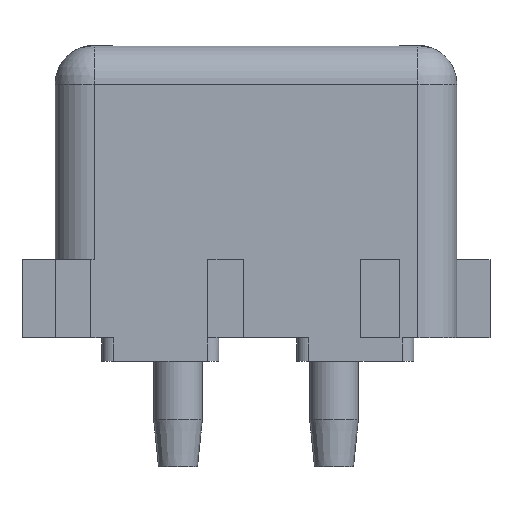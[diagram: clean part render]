
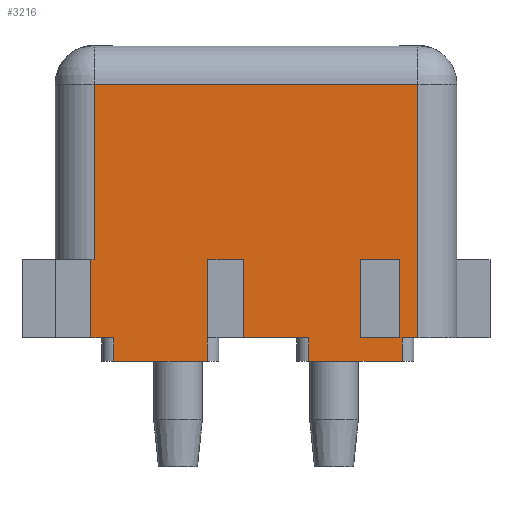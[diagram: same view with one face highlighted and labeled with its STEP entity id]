
A CAD part, front view. The second image highlights one B-rep face of the part: STEP entity #3216.
In plain terms, the highlighted planar face has unit normal (0, -1, 0).
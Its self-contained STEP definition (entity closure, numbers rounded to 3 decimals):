
#1906=CARTESIAN_POINT('',(-5.271,-4.191,9.017));
#1907=VERTEX_POINT('',#1906);
#1932=CARTESIAN_POINT('',(5.27,-4.191,9.017));
#1933=VERTEX_POINT('',#1932);
#1934=CARTESIAN_POINT('',(-5.271,-4.191,9.017));
#1935=DIRECTION('',(1.0,0.0,0.0));
#1936=VECTOR('',#1935,10.541);
#1937=LINE('',#1934,#1936);
#1938=EDGE_CURVE('',#1907,#1933,#1937,.T.);
#3026=CARTESIAN_POINT('',(-5.271,-4.191,3.302));
#3027=VERTEX_POINT('',#3026);
#3035=CARTESIAN_POINT('',(-5.271,-4.191,9.017));
#3036=DIRECTION('',(0.0,0.0,-1.0));
#3037=VECTOR('',#3036,5.715);
#3038=LINE('',#3035,#3037);
#3039=EDGE_CURVE('',#1907,#3027,#3038,.T.);
#3045=CARTESIAN_POINT('',(-5.911,-4.191,-0.451));
#3046=DIRECTION('',(0.0,-1.0,0.0));
#3047=DIRECTION('',(0.0,0.0,-1.0));
#3048=AXIS2_PLACEMENT_3D('',#3045,#3046,#3047);
#3049=PLANE('',#3048);
#3050=ORIENTED_EDGE('',*,*,#3039,.T.);
#3051=CARTESIAN_POINT('',(-5.378,-4.191,3.302));
#3052=VERTEX_POINT('',#3051);
#3053=CARTESIAN_POINT('',(-5.271,-4.191,3.302));
#3054=DIRECTION('',(-1.0,0.0,0.0));
#3055=VECTOR('',#3054,0.108);
#3056=LINE('',#3053,#3055);
#3057=EDGE_CURVE('',#3027,#3052,#3056,.T.);
#3058=ORIENTED_EDGE('',*,*,#3057,.T.);
#3059=CARTESIAN_POINT('',(-5.378,-4.191,0.762));
#3060=VERTEX_POINT('',#3059);
#3061=CARTESIAN_POINT('',(-5.378,-4.191,0.762));
#3062=DIRECTION('',(0.0,0.0,1.0));
#3063=VECTOR('',#3062,2.54);
#3064=LINE('',#3061,#3063);
#3065=EDGE_CURVE('',#3060,#3052,#3064,.T.);
#3066=ORIENTED_EDGE('',*,*,#3065,.F.);
#3067=CARTESIAN_POINT('',(-4.636,-4.191,0.762));
#3068=VERTEX_POINT('',#3067);
#3069=CARTESIAN_POINT('',(-4.636,-4.191,0.762));
#3070=DIRECTION('',(-1.0,0.0,0.0));
#3071=VECTOR('',#3070,0.743);
#3072=LINE('',#3069,#3071);
#3073=EDGE_CURVE('',#3068,#3060,#3072,.T.);
#3074=ORIENTED_EDGE('',*,*,#3073,.F.);
#3075=CARTESIAN_POINT('',(-4.636,-4.191,0.));
#3076=VERTEX_POINT('',#3075);
#3077=CARTESIAN_POINT('',(-4.636,-4.191,0.762));
#3078=DIRECTION('',(0.0,0.0,-1.0));
#3079=VECTOR('',#3078,0.762);
#3080=LINE('',#3077,#3079);
#3081=EDGE_CURVE('',#3068,#3076,#3080,.T.);
#3082=ORIENTED_EDGE('',*,*,#3081,.T.);
#3083=CARTESIAN_POINT('',(-1.588,-4.191,0.));
#3084=VERTEX_POINT('',#3083);
#3085=CARTESIAN_POINT('',(-1.588,-4.191,0.));
#3086=DIRECTION('',(-1.0,0.0,0.0));
#3087=VECTOR('',#3086,3.048);
#3088=LINE('',#3085,#3087);
#3089=EDGE_CURVE('',#3084,#3076,#3088,.T.);
#3090=ORIENTED_EDGE('',*,*,#3089,.F.);
#3091=CARTESIAN_POINT('',(-1.588,-4.191,0.762));
#3092=VERTEX_POINT('',#3091);
#3093=CARTESIAN_POINT('',(-1.588,-4.191,0.762));
#3094=DIRECTION('',(0.0,0.0,-1.0));
#3095=VECTOR('',#3094,0.762);
#3096=LINE('',#3093,#3095);
#3097=EDGE_CURVE('',#3092,#3084,#3096,.T.);
#3098=ORIENTED_EDGE('',*,*,#3097,.F.);
#3099=CARTESIAN_POINT('',(-1.568,-4.191,0.762));
#3100=VERTEX_POINT('',#3099);
#3101=CARTESIAN_POINT('',(-1.568,-4.191,0.762));
#3102=CARTESIAN_POINT('',(-1.572,-4.191,0.762));
#3103=CARTESIAN_POINT('',(-1.578,-4.191,0.762));
#3104=CARTESIAN_POINT('',(-1.584,-4.191,0.762));
#3105=CARTESIAN_POINT('',(-1.588,-4.191,0.762));
#3106=B_SPLINE_CURVE_WITH_KNOTS('',3,(#3101,#3102,#3103,#3104,#3105),.UNSPECIFIED.,.F.,.U.,(4,1,4),(0.0,0.5,1.0),.UNSPECIFIED.);
#3107=EDGE_CURVE('',#3100,#3092,#3106,.T.);
#3108=ORIENTED_EDGE('',*,*,#3107,.F.);
#3109=CARTESIAN_POINT('',(-1.568,-4.191,3.302));
#3110=VERTEX_POINT('',#3109);
#3111=CARTESIAN_POINT('',(-1.568,-4.191,3.302));
#3112=DIRECTION('',(0.,0.,-1.));
#3113=VECTOR('',#3112,2.54);
#3114=LINE('',#3111,#3113);
#3115=EDGE_CURVE('',#3110,#3100,#3114,.T.);
#3116=ORIENTED_EDGE('',*,*,#3115,.F.);
#3117=CARTESIAN_POINT('',(-0.406,-4.191,3.302));
#3118=VERTEX_POINT('',#3117);
#3119=CARTESIAN_POINT('',(-1.568,-4.191,3.302));
#3120=DIRECTION('',(1.0,0.0,0.0));
#3121=VECTOR('',#3120,1.162);
#3122=LINE('',#3119,#3121);
#3123=EDGE_CURVE('',#3110,#3118,#3122,.T.);
#3124=ORIENTED_EDGE('',*,*,#3123,.T.);
#3125=CARTESIAN_POINT('',(-0.406,-4.191,0.762));
#3126=VERTEX_POINT('',#3125);
#3127=CARTESIAN_POINT('',(-0.406,-4.191,3.302));
#3128=DIRECTION('',(0.0,0.0,-1.0));
#3129=VECTOR('',#3128,2.54);
#3130=LINE('',#3127,#3129);
#3131=EDGE_CURVE('',#3118,#3126,#3130,.T.);
#3132=ORIENTED_EDGE('',*,*,#3131,.T.);
#3133=CARTESIAN_POINT('',(1.714,-4.191,0.762));
#3134=VERTEX_POINT('',#3133);
#3135=CARTESIAN_POINT('',(-0.406,-4.191,0.762));
#3136=DIRECTION('',(1.0,0.0,0.0));
#3137=VECTOR('',#3136,2.121);
#3138=LINE('',#3135,#3137);
#3139=EDGE_CURVE('',#3126,#3134,#3138,.T.);
#3140=ORIENTED_EDGE('',*,*,#3139,.T.);
#3141=CARTESIAN_POINT('',(1.714,-4.191,0.));
#3142=VERTEX_POINT('',#3141);
#3143=CARTESIAN_POINT('',(1.714,-4.191,0.762));
#3144=DIRECTION('',(0.0,0.0,-1.0));
#3145=VECTOR('',#3144,0.762);
#3146=LINE('',#3143,#3145);
#3147=EDGE_CURVE('',#3134,#3142,#3146,.T.);
#3148=ORIENTED_EDGE('',*,*,#3147,.T.);
#3149=CARTESIAN_POINT('',(4.762,-4.191,0.));
#3150=VERTEX_POINT('',#3149);
#3151=CARTESIAN_POINT('',(4.762,-4.191,0.));
#3152=DIRECTION('',(-1.0,0.0,0.0));
#3153=VECTOR('',#3152,3.048);
#3154=LINE('',#3151,#3153);
#3155=EDGE_CURVE('',#3150,#3142,#3154,.T.);
#3156=ORIENTED_EDGE('',*,*,#3155,.F.);
#3157=CARTESIAN_POINT('',(4.762,-4.191,0.762));
#3158=VERTEX_POINT('',#3157);
#3159=CARTESIAN_POINT('',(4.762,-4.191,0.762));
#3160=DIRECTION('',(0.0,0.0,-1.0));
#3161=VECTOR('',#3160,0.762);
#3162=LINE('',#3159,#3161);
#3163=EDGE_CURVE('',#3158,#3150,#3162,.T.);
#3164=ORIENTED_EDGE('',*,*,#3163,.F.);
#3165=CARTESIAN_POINT('',(5.27,-4.191,0.762));
#3166=VERTEX_POINT('',#3165);
#3167=CARTESIAN_POINT('',(4.762,-4.191,0.762));
#3168=DIRECTION('',(1.0,0.0,0.0));
#3169=VECTOR('',#3168,0.508);
#3170=LINE('',#3167,#3169);
#3171=EDGE_CURVE('',#3158,#3166,#3170,.T.);
#3172=ORIENTED_EDGE('',*,*,#3171,.T.);
#3173=CARTESIAN_POINT('',(5.27,-4.191,9.017));
#3174=DIRECTION('',(0.,0.0,-1.0));
#3175=VECTOR('',#3174,8.255);
#3176=LINE('',#3173,#3175);
#3177=EDGE_CURVE('',#1933,#3166,#3176,.T.);
#3178=ORIENTED_EDGE('',*,*,#3177,.F.);
#3179=ORIENTED_EDGE('',*,*,#1938,.F.);
#3180=EDGE_LOOP('',(#3050,#3058,#3066,#3074,#3082,#3090,#3098,#3108,#3116,#3124,#3132,#3140,#3148,#3156,#3164,#3172,#3178,#3179));
#3181=FACE_OUTER_BOUND('',#3180,.T.);
#3182=CARTESIAN_POINT('',(3.404,-4.191,3.302));
#3183=VERTEX_POINT('',#3182);
#3184=CARTESIAN_POINT('',(3.404,-4.191,0.762));
#3185=VERTEX_POINT('',#3184);
#3186=CARTESIAN_POINT('',(3.404,-4.191,3.302));
#3187=DIRECTION('',(0.0,0.0,-1.0));
#3188=VECTOR('',#3187,2.54);
#3189=LINE('',#3186,#3188);
#3190=EDGE_CURVE('',#3183,#3185,#3189,.T.);
#3191=ORIENTED_EDGE('',*,*,#3190,.F.);
#3192=CARTESIAN_POINT('',(4.674,-4.191,3.302));
#3193=VERTEX_POINT('',#3192);
#3194=CARTESIAN_POINT('',(3.404,-4.191,3.302));
#3195=DIRECTION('',(1.0,0.0,0.0));
#3196=VECTOR('',#3195,1.27);
#3197=LINE('',#3194,#3196);
#3198=EDGE_CURVE('',#3183,#3193,#3197,.T.);
#3199=ORIENTED_EDGE('',*,*,#3198,.T.);
#3200=CARTESIAN_POINT('',(4.674,-4.191,0.762));
#3201=VERTEX_POINT('',#3200);
#3202=CARTESIAN_POINT('',(4.674,-4.191,3.302));
#3203=DIRECTION('',(0.0,0.0,-1.0));
#3204=VECTOR('',#3203,2.54);
#3205=LINE('',#3202,#3204);
#3206=EDGE_CURVE('',#3193,#3201,#3205,.T.);
#3207=ORIENTED_EDGE('',*,*,#3206,.T.);
#3208=CARTESIAN_POINT('',(3.404,-4.191,0.762));
#3209=DIRECTION('',(1.0,0.0,0.0));
#3210=VECTOR('',#3209,1.27);
#3211=LINE('',#3208,#3210);
#3212=EDGE_CURVE('',#3185,#3201,#3211,.T.);
#3213=ORIENTED_EDGE('',*,*,#3212,.F.);
#3214=EDGE_LOOP('',(#3191,#3199,#3207,#3213));
#3215=FACE_BOUND('',#3214,.T.);
#3216=ADVANCED_FACE('',(#3181,#3215),#3049,.T.);
